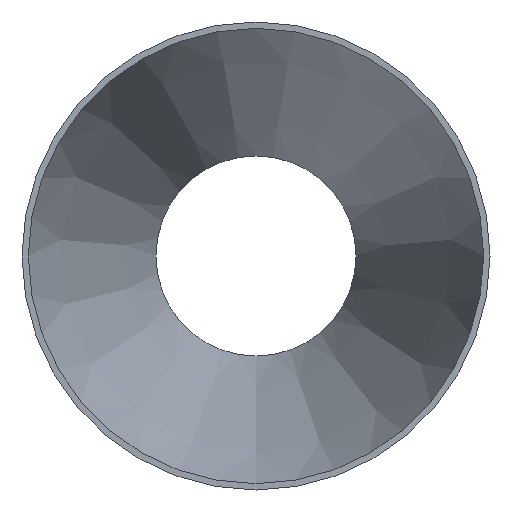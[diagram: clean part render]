
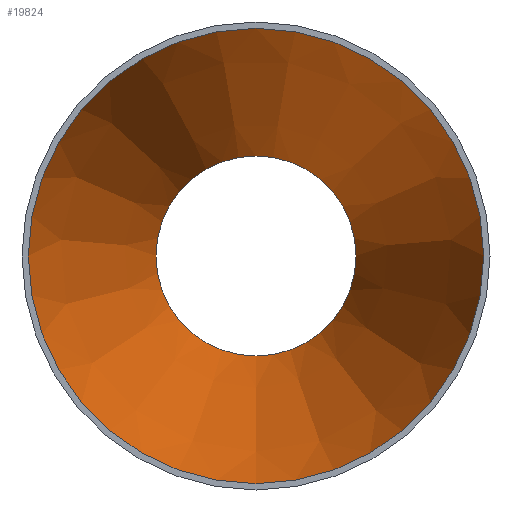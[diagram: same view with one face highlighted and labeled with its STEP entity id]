
A CAD part, front view. The second image highlights one B-rep face of the part: STEP entity #19824.
In plain terms, the highlighted conical face has half-angle 16.699 degrees and reference radius 74.912 mm.
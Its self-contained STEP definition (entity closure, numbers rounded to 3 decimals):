
#105 = FACE_BOUND ( 'NONE', #23761, .T. ) ;
#886 = AXIS2_PLACEMENT_3D ( 'NONE', #15709, #23963, #25868 ) ;
#2056 = ORIENTED_EDGE ( 'NONE', *, *, #14374, .T. ) ;
#2130 = DIRECTION ( 'NONE',  ( 0., -1., 0. ) ) ;
#2602 = CIRCLE ( 'NONE', #886, 74.912 ) ;
#3239 = CARTESIAN_POINT ( 'NONE',  ( 0., 140., 0. ) ) ;
#5119 = VERTEX_POINT ( 'NONE', #11218 ) ;
#5261 = DIRECTION ( 'NONE',  ( 0., -1., 0. ) ) ;
#9325 = VERTEX_POINT ( 'NONE', #11350 ) ;
#10234 = EDGE_CURVE ( 'NONE', #9325, #9325, #18020, .T. ) ;
#10713 = AXIS2_PLACEMENT_3D ( 'NONE', #3239, #5261, #26070 ) ;
#11218 = CARTESIAN_POINT ( 'NONE',  ( 0., 0., -74.912 ) ) ;
#11350 = CARTESIAN_POINT ( 'NONE',  ( 0., 140., -32.912 ) ) ;
#13686 = CONICAL_SURFACE ( 'NONE', #26182, 74.912, 0.291 ) ;
#14305 = ORIENTED_EDGE ( 'NONE', *, *, #10234, .F. ) ;
#14374 = EDGE_CURVE ( 'NONE', #5119, #5119, #2602, .T. ) ;
#14542 = FACE_OUTER_BOUND ( 'NONE', #16166, .T. ) ;
#15709 = CARTESIAN_POINT ( 'NONE',  ( 0., 0., 0. ) ) ;
#16166 = EDGE_LOOP ( 'NONE', ( #2056 ) ) ;
#18020 = CIRCLE ( 'NONE', #10713, 32.912 ) ;
#19824 = ADVANCED_FACE ( 'NONE', ( #105, #14542 ), #13686, .F. ) ;
#20487 = CARTESIAN_POINT ( 'NONE',  ( 0., 0., 0. ) ) ;
#22802 = DIRECTION ( 'NONE',  ( 0., 0., -1. ) ) ;
#23761 = EDGE_LOOP ( 'NONE', ( #14305 ) ) ;
#23963 = DIRECTION ( 'NONE',  ( 0., -1., 0. ) ) ;
#25868 = DIRECTION ( 'NONE',  ( 0., 0., -1. ) ) ;
#26070 = DIRECTION ( 'NONE',  ( 0., 0., -1. ) ) ;
#26182 = AXIS2_PLACEMENT_3D ( 'NONE', #20487, #2130, #22802 ) ;
